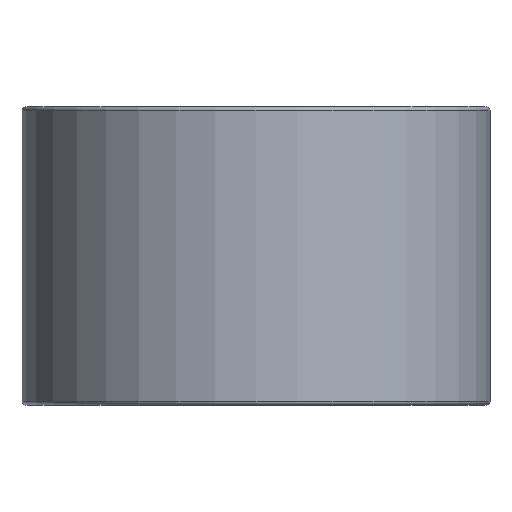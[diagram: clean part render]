
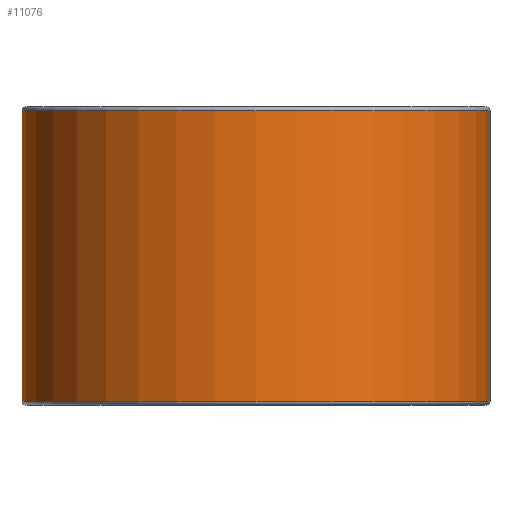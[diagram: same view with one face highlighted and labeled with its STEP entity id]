
A CAD part, front view. The second image highlights one B-rep face of the part: STEP entity #11076.
In plain terms, the highlighted cylindrical face has radius 6 mm (diameter 12 mm), a partial arc.
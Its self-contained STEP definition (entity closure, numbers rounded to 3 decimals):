
#249 = CARTESIAN_POINT ( 'NONE',  ( 6., 0., 7.65 ) ) ;
#306 = FACE_OUTER_BOUND ( 'NONE', #8007, .T. ) ;
#509 = VERTEX_POINT ( 'NONE', #7511 ) ;
#710 = DIRECTION ( 'NONE',  ( 0., 0., -1. ) ) ;
#2059 = DIRECTION ( 'NONE',  ( 0., 0., -1. ) ) ;
#2083 = DIRECTION ( 'NONE',  ( -1., 0., 0. ) ) ;
#2437 = ORIENTED_EDGE ( 'NONE', *, *, #10909, .F. ) ;
#2443 = LINE ( 'NONE', #7839, #8271 ) ;
#2951 = CARTESIAN_POINT ( 'NONE',  ( 0., 0., 7.65 ) ) ;
#3822 = CYLINDRICAL_SURFACE ( 'NONE', #4154, 6. ) ;
#3875 = VERTEX_POINT ( 'NONE', #4792 ) ;
#4154 = AXIS2_PLACEMENT_3D ( 'NONE', #2951, #9967, #2083 ) ;
#4373 = CARTESIAN_POINT ( 'NONE',  ( -6., 0., 0.1 ) ) ;
#4392 = CIRCLE ( 'NONE', #8640, 6. ) ;
#4425 = EDGE_CURVE ( 'NONE', #6738, #3875, #4392, .T. ) ;
#4454 = EDGE_CURVE ( 'NONE', #10344, #509, #10122, .T. ) ;
#4792 = CARTESIAN_POINT ( 'NONE',  ( 6., 0., 0.1 ) ) ;
#5738 = CARTESIAN_POINT ( 'NONE',  ( 0., 0., 0.1 ) ) ;
#6582 = LINE ( 'NONE', #249, #6899 ) ;
#6738 = VERTEX_POINT ( 'NONE', #4373 ) ;
#6899 = VECTOR ( 'NONE', #9211, 1000. ) ;
#6908 = ORIENTED_EDGE ( 'NONE', *, *, #4425, .T. ) ;
#7235 = ORIENTED_EDGE ( 'NONE', *, *, #8460, .T. ) ;
#7511 = CARTESIAN_POINT ( 'NONE',  ( -6., 0., 7.55 ) ) ;
#7839 = CARTESIAN_POINT ( 'NONE',  ( -6., 0., 7.65 ) ) ;
#8007 = EDGE_LOOP ( 'NONE', ( #2437, #9657, #7235, #6908 ) ) ;
#8271 = VECTOR ( 'NONE', #710, 1000. ) ;
#8341 = DIRECTION ( 'NONE',  ( 0., 0., 1. ) ) ;
#8396 = DIRECTION ( 'NONE',  ( 1., 0., 0. ) ) ;
#8411 = CARTESIAN_POINT ( 'NONE',  ( 6., 0., 7.55 ) ) ;
#8460 = EDGE_CURVE ( 'NONE', #509, #6738, #2443, .T. ) ;
#8640 = AXIS2_PLACEMENT_3D ( 'NONE', #5738, #8341, #10813 ) ;
#9211 = DIRECTION ( 'NONE',  ( 0., 0., -1. ) ) ;
#9657 = ORIENTED_EDGE ( 'NONE', *, *, #4454, .T. ) ;
#9967 = DIRECTION ( 'NONE',  ( 0., 0., -1. ) ) ;
#10119 = CARTESIAN_POINT ( 'NONE',  ( 0., 0., 7.55 ) ) ;
#10122 = CIRCLE ( 'NONE', #10842, 6. ) ;
#10344 = VERTEX_POINT ( 'NONE', #8411 ) ;
#10813 = DIRECTION ( 'NONE',  ( 1., 0., 0. ) ) ;
#10842 = AXIS2_PLACEMENT_3D ( 'NONE', #10119, #2059, #8396 ) ;
#10909 = EDGE_CURVE ( 'NONE', #10344, #3875, #6582, .T. ) ;
#11076 = ADVANCED_FACE ( 'NONE', ( #306 ), #3822, .T. ) ;
